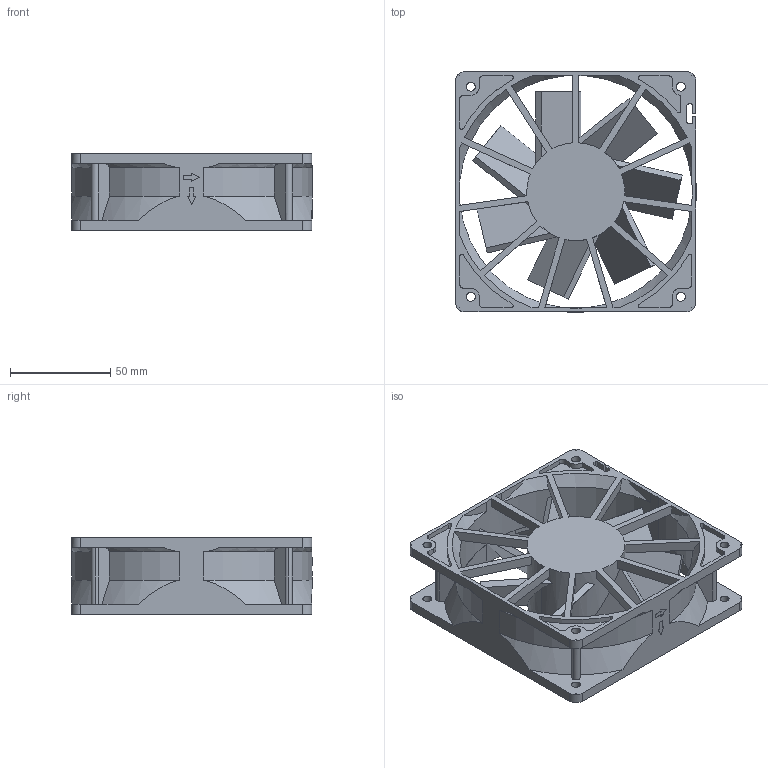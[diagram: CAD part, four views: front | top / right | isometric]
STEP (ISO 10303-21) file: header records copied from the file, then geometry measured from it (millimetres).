
FILE_DESCRIPTION (( 'STEP AP203' ), '1' );
FILE_NAME ('THA120X120X38.STEP', '2012-09-11T08:55:06', ( 'delta' ), ( '' ), 'SwSTEP 2.0', 'SolidWorks 2008', '' );
FILE_SCHEMA (( 'CONFIG_CONTROL_DESIGN' ));
Length unit declared in the file: millimetre
Products named in the file (1): THA120X120X38
Bounding box: 120.2 x 120.2 x 38 mm (x, y, z)
Volume: 146143.1 mm3; surface area: 73479.8 mm2
Topology: 1 solids, 1 shells, 431 faces, 1305 edges, 880 vertices
Faces by surface type: plane 281, cylinder 125, cone 21, bspline 4
Entity records: 18297 total; most frequent: CARTESIAN_POINT 7380, ORIENTED_EDGE 2610, DIRECTION 1712, EDGE_CURVE 1305, VERTEX_POINT 880, VECTOR 696, LINE 696, AXIS2_PLACEMENT_3D 508
